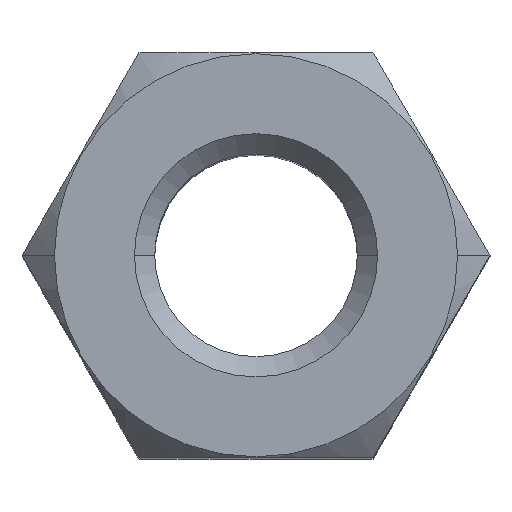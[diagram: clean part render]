
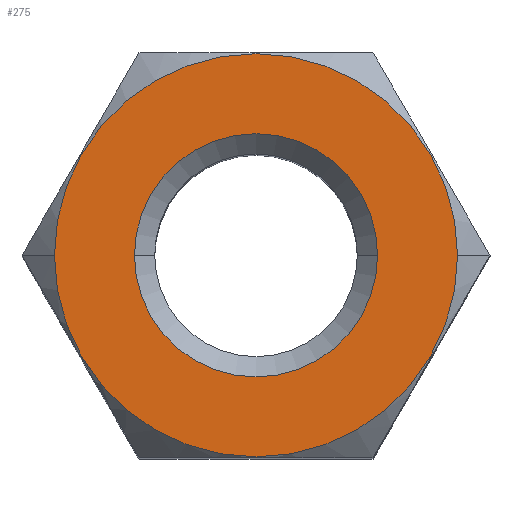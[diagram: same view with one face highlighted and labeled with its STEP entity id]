
A CAD part, top view. The second image highlights one B-rep face of the part: STEP entity #275.
In plain terms, the highlighted planar face has unit normal (0, 0, 1).
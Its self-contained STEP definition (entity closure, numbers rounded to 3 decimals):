
#49 = EDGE_CURVE ( 'NONE', #408, #245, #444, .T. ) ;
#66 = EDGE_LOOP ( 'NONE', ( #336, #587 ) ) ;
#93 = FACE_OUTER_BOUND ( 'NONE', #66, .T. ) ;
#100 = ORIENTED_EDGE ( 'NONE', *, *, #369, .T. ) ;
#121 = DIRECTION ( 'NONE',  ( 0., 0., -1. ) ) ;
#127 = CARTESIAN_POINT ( 'NONE',  ( 0., 0., 5. ) ) ;
#139 = EDGE_CURVE ( 'NONE', #245, #408, #466, .T. ) ;
#142 = CARTESIAN_POINT ( 'NONE',  ( -1.5, 0., 5. ) ) ;
#155 = PLANE ( 'NONE',  #264 ) ;
#169 = EDGE_LOOP ( 'NONE', ( #636, #100 ) ) ;
#171 = DIRECTION ( 'NONE',  ( 1., 0., 0. ) ) ;
#177 = AXIS2_PLACEMENT_3D ( 'NONE', #499, #323, #464 ) ;
#214 = AXIS2_PLACEMENT_3D ( 'NONE', #358, #216, #171 ) ;
#216 = DIRECTION ( 'NONE',  ( 0., 0., -1. ) ) ;
#218 = CARTESIAN_POINT ( 'NONE',  ( 1.5, 0., 5. ) ) ;
#242 = DIRECTION ( 'NONE',  ( 1., 0., 0. ) ) ;
#245 = VERTEX_POINT ( 'NONE', #650 ) ;
#252 = AXIS2_PLACEMENT_3D ( 'NONE', #458, #121, #564 ) ;
#259 = CARTESIAN_POINT ( 'NONE',  ( -2.487, 0., 5. ) ) ;
#264 = AXIS2_PLACEMENT_3D ( 'NONE', #600, #590, #242 ) ;
#275 = ADVANCED_FACE ( 'NONE', ( #637, #93 ), #155, .T. ) ;
#323 = DIRECTION ( 'NONE',  ( 0., 0., 1. ) ) ;
#336 = ORIENTED_EDGE ( 'NONE', *, *, #139, .T. ) ;
#358 = CARTESIAN_POINT ( 'NONE',  ( 0., 0., 5. ) ) ;
#369 = EDGE_CURVE ( 'NONE', #567, #474, #574, .T. ) ;
#408 = VERTEX_POINT ( 'NONE', #259 ) ;
#416 = AXIS2_PLACEMENT_3D ( 'NONE', #127, #578, #525 ) ;
#444 = CIRCLE ( 'NONE', #177, 2.487 ) ;
#458 = CARTESIAN_POINT ( 'NONE',  ( 0., 0., 5. ) ) ;
#464 = DIRECTION ( 'NONE',  ( 1., 0., 0. ) ) ;
#466 = CIRCLE ( 'NONE', #416, 2.487 ) ;
#474 = VERTEX_POINT ( 'NONE', #218 ) ;
#495 = EDGE_CURVE ( 'NONE', #474, #567, #503, .T. ) ;
#499 = CARTESIAN_POINT ( 'NONE',  ( 0., 0., 5. ) ) ;
#503 = CIRCLE ( 'NONE', #252, 1.5 ) ;
#525 = DIRECTION ( 'NONE',  ( 1., 0., 0. ) ) ;
#564 = DIRECTION ( 'NONE',  ( 1., 0., 0. ) ) ;
#567 = VERTEX_POINT ( 'NONE', #142 ) ;
#574 = CIRCLE ( 'NONE', #214, 1.5 ) ;
#578 = DIRECTION ( 'NONE',  ( 0., 0., 1. ) ) ;
#587 = ORIENTED_EDGE ( 'NONE', *, *, #49, .T. ) ;
#590 = DIRECTION ( 'NONE',  ( 0., 0., 1. ) ) ;
#600 = CARTESIAN_POINT ( 'NONE',  ( 0., 0., 5. ) ) ;
#636 = ORIENTED_EDGE ( 'NONE', *, *, #495, .T. ) ;
#637 = FACE_BOUND ( 'NONE', #169, .T. ) ;
#650 = CARTESIAN_POINT ( 'NONE',  ( 2.487, 0., 5. ) ) ;
